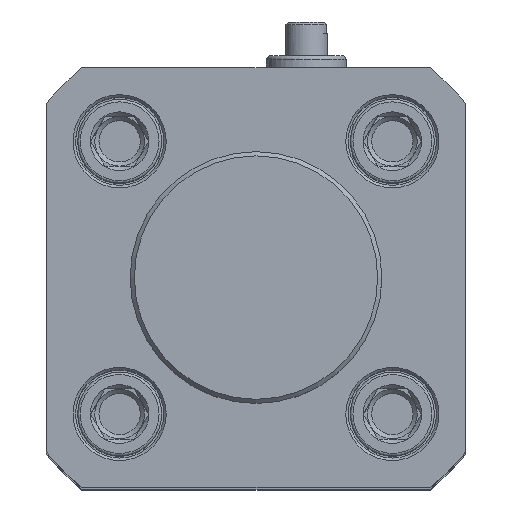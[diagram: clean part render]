
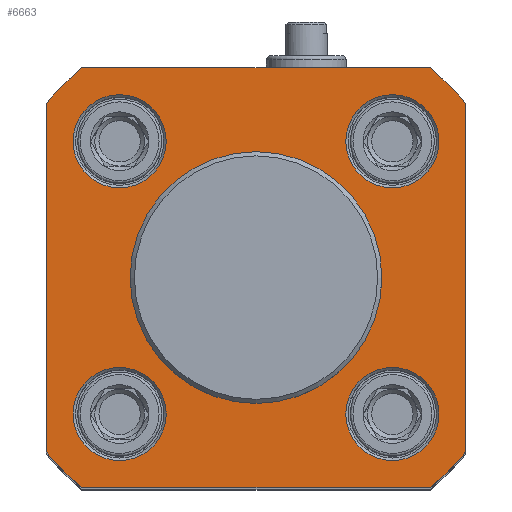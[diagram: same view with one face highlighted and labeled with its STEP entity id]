
A CAD part, top view. The second image highlights one B-rep face of the part: STEP entity #6663.
In plain terms, the highlighted planar face has unit normal (0, 0, 1).
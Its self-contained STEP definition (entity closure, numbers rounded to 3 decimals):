
#182=LINE('',#10832,#452);
#185=LINE('',#10944,#455);
#186=LINE('',#10948,#456);
#187=LINE('',#10952,#457);
#452=VECTOR('',#8566,41.533);
#455=VECTOR('',#8613,41.533);
#456=VECTOR('',#8616,41.533);
#457=VECTOR('',#8619,41.533);
#775=PLANE('',#7321);
#1163=FACE_BOUND('',#2186,.T.);
#1164=FACE_BOUND('',#2187,.T.);
#1165=FACE_BOUND('',#2188,.T.);
#1166=FACE_BOUND('',#2189,.T.);
#1167=FACE_BOUND('',#2190,.T.);
#1605=FACE_OUTER_BOUND('',#2185,.T.);
#2185=EDGE_LOOP('',(#5262,#5263,#5264,#5265,#5266,#5267,#5268,#5269));
#2186=EDGE_LOOP('',(#5270));
#2187=EDGE_LOOP('',(#5271));
#2188=EDGE_LOOP('',(#5272));
#2189=EDGE_LOOP('',(#5273));
#2190=EDGE_LOOP('',(#5274));
#3052=CIRCLE('',#7320,5.55);
#3053=CIRCLE('',#7322,32.5);
#3054=CIRCLE('',#7323,32.5);
#3055=CIRCLE('',#7324,32.5);
#3056=CIRCLE('',#7325,32.5);
#3057=CIRCLE('',#7326,5.55);
#3058=CIRCLE('',#7327,5.55);
#3059=CIRCLE('',#7328,15.);
#3060=CIRCLE('',#7329,5.55);
#3552=VERTEX_POINT('',#10829);
#3553=VERTEX_POINT('',#10831);
#3566=VERTEX_POINT('',#10938);
#3567=VERTEX_POINT('',#10941);
#3568=VERTEX_POINT('',#10943);
#3569=VERTEX_POINT('',#10945);
#3570=VERTEX_POINT('',#10947);
#3571=VERTEX_POINT('',#10949);
#3572=VERTEX_POINT('',#10951);
#3573=VERTEX_POINT('',#10954);
#3574=VERTEX_POINT('',#10956);
#3575=VERTEX_POINT('',#10958);
#3576=VERTEX_POINT('',#10960);
#4257=EDGE_CURVE('',#3552,#3553,#182,.T.);
#4271=EDGE_CURVE('',#3566,#3566,#3052,.T.);
#4272=EDGE_CURVE('',#3552,#3567,#3053,.T.);
#4273=EDGE_CURVE('',#3568,#3567,#185,.T.);
#4274=EDGE_CURVE('',#3568,#3569,#3054,.T.);
#4275=EDGE_CURVE('',#3570,#3569,#186,.T.);
#4276=EDGE_CURVE('',#3570,#3571,#3055,.T.);
#4277=EDGE_CURVE('',#3572,#3571,#187,.T.);
#4278=EDGE_CURVE('',#3572,#3553,#3056,.T.);
#4279=EDGE_CURVE('',#3573,#3573,#3057,.T.);
#4280=EDGE_CURVE('',#3574,#3574,#3058,.T.);
#4281=EDGE_CURVE('',#3575,#3575,#3059,.T.);
#4282=EDGE_CURVE('',#3576,#3576,#3060,.T.);
#5262=ORIENTED_EDGE('',*,*,#4272,.T.);
#5263=ORIENTED_EDGE('',*,*,#4273,.F.);
#5264=ORIENTED_EDGE('',*,*,#4274,.T.);
#5265=ORIENTED_EDGE('',*,*,#4275,.F.);
#5266=ORIENTED_EDGE('',*,*,#4276,.T.);
#5267=ORIENTED_EDGE('',*,*,#4277,.F.);
#5268=ORIENTED_EDGE('',*,*,#4278,.T.);
#5269=ORIENTED_EDGE('',*,*,#4257,.F.);
#5270=ORIENTED_EDGE('',*,*,#4279,.F.);
#5271=ORIENTED_EDGE('',*,*,#4280,.F.);
#5272=ORIENTED_EDGE('',*,*,#4281,.T.);
#5273=ORIENTED_EDGE('',*,*,#4282,.F.);
#5274=ORIENTED_EDGE('',*,*,#4271,.F.);
#6663=ADVANCED_FACE('',(#1605,#1163,#1164,#1165,#1166,#1167),#775,.F.);
#7320=AXIS2_PLACEMENT_3D('',#10939,#8607,#8608);
#7321=AXIS2_PLACEMENT_3D('',#10940,#8609,#8610);
#7322=AXIS2_PLACEMENT_3D('',#10942,#8611,#8612);
#7323=AXIS2_PLACEMENT_3D('',#10946,#8614,#8615);
#7324=AXIS2_PLACEMENT_3D('',#10950,#8617,#8618);
#7325=AXIS2_PLACEMENT_3D('',#10953,#8620,#8621);
#7326=AXIS2_PLACEMENT_3D('',#10955,#8622,#8623);
#7327=AXIS2_PLACEMENT_3D('',#10957,#8624,#8625);
#7328=AXIS2_PLACEMENT_3D('',#10959,#8626,#8627);
#7329=AXIS2_PLACEMENT_3D('',#10961,#8628,#8629);
#8566=DIRECTION('',(1.,0.,0.));
#8607=DIRECTION('center_axis',(0.,0.,
1.));
#8608=DIRECTION('ref_axis',(0.,1.,0.));
#8609=DIRECTION('center_axis',(0.,0.,
-1.));
#8610=DIRECTION('ref_axis',(-1.,0.,0.));
#8611=DIRECTION('center_axis',(0.,0.,
1.));
#8612=DIRECTION('ref_axis',(0.639,-0.769,0.));
#8613=DIRECTION('',(0.,1.,0.));
#8614=DIRECTION('center_axis',(0.,0.,
1.));
#8615=DIRECTION('ref_axis',(0.769,0.639,0.));
#8616=DIRECTION('',(-1.,0.,0.));
#8617=DIRECTION('center_axis',(0.,0.,
1.));
#8618=DIRECTION('ref_axis',(-0.639,0.769,0.));
#8619=DIRECTION('',(0.,-1.,0.));
#8620=DIRECTION('center_axis',(0.,0.,
1.));
#8621=DIRECTION('ref_axis',(-0.769,-0.639,0.));
#8622=DIRECTION('center_axis',(0.,0.,
1.));
#8623=DIRECTION('ref_axis',(1.,0.,0.));
#8624=DIRECTION('center_axis',(0.,0.,
1.));
#8625=DIRECTION('ref_axis',(-1.,0.,0.));
#8626=DIRECTION('center_axis',(0.,0.,
-1.));
#8627=DIRECTION('ref_axis',(-1.,0.,0.));
#8628=DIRECTION('center_axis',(0.,0.,
1.));
#8629=DIRECTION('ref_axis',(0.,-1.,0.));
#10829=CARTESIAN_POINT('',(-23.852,35.984,158.27));
#10831=CARTESIAN_POINT('',(17.681,35.984,158.27));
#10832=CARTESIAN_POINT('',(-28.086,35.984,158.27));
#10938=CARTESIAN_POINT('',(13.164,21.684,158.27));
#10939=CARTESIAN_POINT('Origin',(13.164,27.234,158.27));
#10940=CARTESIAN_POINT('Origin',(-3.086,10.984,158.27));
#10941=CARTESIAN_POINT('',(-28.086,31.751,158.27));
#10942=CARTESIAN_POINT('Origin',(-3.086,10.984,158.27));
#10943=CARTESIAN_POINT('',(-28.086,-9.782,158.27));
#10944=CARTESIAN_POINT('',(-28.086,-14.016,158.27));
#10945=CARTESIAN_POINT('',(-23.852,-14.016,158.27));
#10946=CARTESIAN_POINT('Origin',(-3.086,10.984,158.27));
#10947=CARTESIAN_POINT('',(17.681,-14.016,158.27));
#10948=CARTESIAN_POINT('',(21.914,-14.016,158.27));
#10949=CARTESIAN_POINT('',(21.914,-9.782,158.27));
#10950=CARTESIAN_POINT('Origin',(-3.086,10.984,158.27));
#10951=CARTESIAN_POINT('',(21.914,31.751,158.27));
#10952=CARTESIAN_POINT('',(21.914,35.984,158.27));
#10953=CARTESIAN_POINT('Origin',(-3.086,10.984,158.27));
#10954=CARTESIAN_POINT('',(7.614,-5.266,158.27));
#10955=CARTESIAN_POINT('Origin',(13.164,-5.266,158.27));
#10956=CARTESIAN_POINT('',(-13.786,27.234,158.27));
#10957=CARTESIAN_POINT('Origin',(-19.336,27.234,158.27));
#10958=CARTESIAN_POINT('',(11.914,10.984,158.27));
#10959=CARTESIAN_POINT('Origin',(-3.086,10.984,158.27));
#10960=CARTESIAN_POINT('',(-19.336,0.284,158.27));
#10961=CARTESIAN_POINT('Origin',(-19.336,-5.266,158.27));
